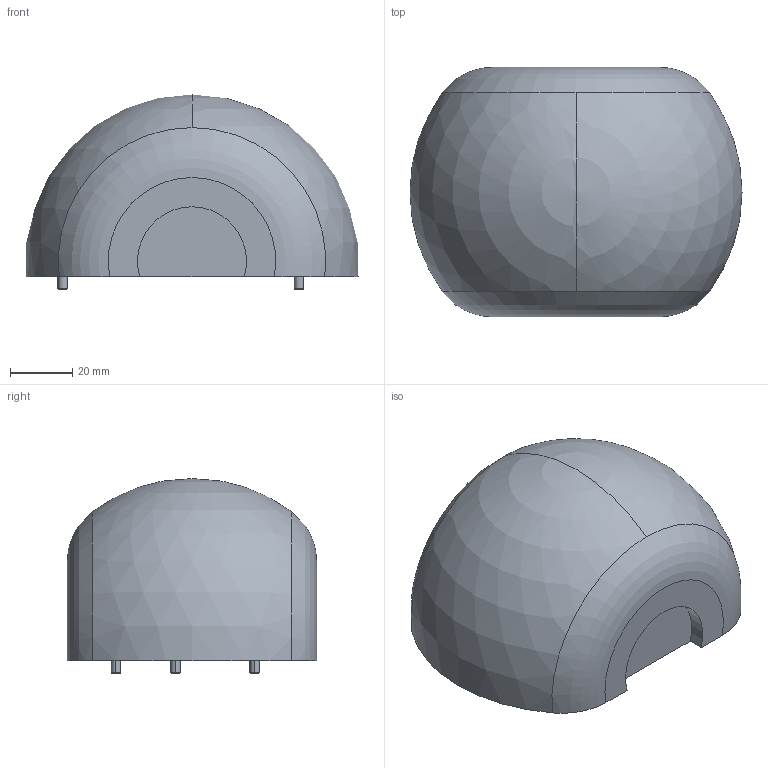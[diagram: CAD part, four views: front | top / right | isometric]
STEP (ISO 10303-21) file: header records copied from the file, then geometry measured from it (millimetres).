
FILE_DESCRIPTION((''),'2;1');
FILE_NAME('20MJ202405210001_ASM','2024-05-21T15:11:34',('Administrator'),(''),'CREO PARAMETRIC BY PTC INC, 2020053','CREO PARAMETRIC BY PTC INC, 2020053','');
FILE_SCHEMA(('CONFIG_CONTROL_DESIGN','SHAPE_APPEARANCE_LAYERS_GROUPS'));
Length unit declared in the file: millimetre
Products named in the file (3): 00--20_SW00020001; ASM202404191; 20MJ202405210001_ASM
Assembly tree (2 placements, depth 2):
  20MJ202405210001_ASM
    00--20_SW00020001
    ASM202404191
Bounding box: 106.53 x 80 x 62.5 mm (x, y, z)
Volume: 187173.3 mm3; surface area: 74371.8 mm2
Topology: 11 solids, 176 shells, 3869 faces, 9858 edges, 6396 vertices
Faces by surface type: plane 2411, cylinder 888, extrusion 190, cone 151, sphere 142, torus 63, bspline 24
Entity records: 162288 total; most frequent: CARTESIAN_POINT 45008, ORIENTED_EDGE 19430, DIRECTION 18269, EDGE_CURVE 9715, VECTOR 6423, VERTEX_POINT 6396, LINE 6233, AXIS2_PLACEMENT_3D 5923
